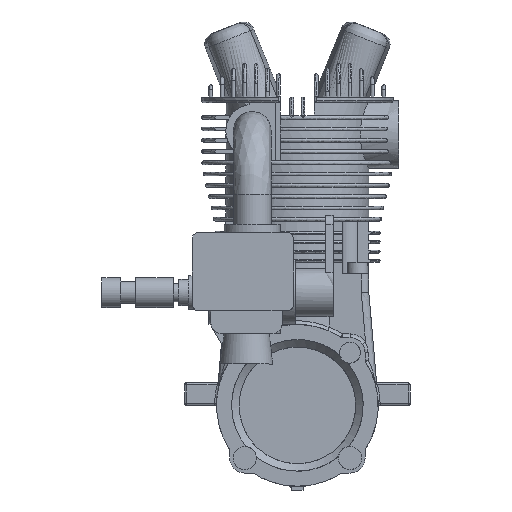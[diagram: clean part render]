
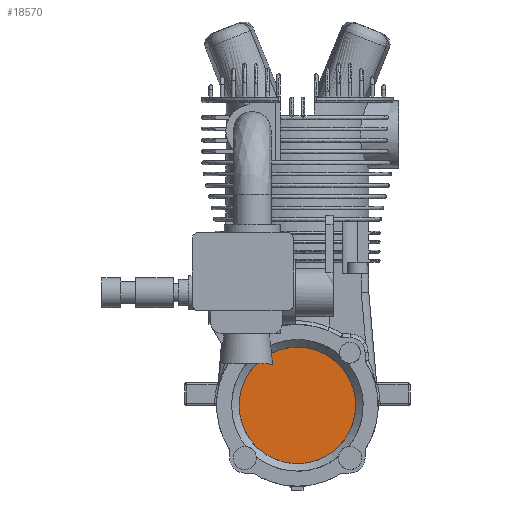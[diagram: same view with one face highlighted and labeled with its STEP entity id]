
A CAD part, left-side view. The second image highlights one B-rep face of the part: STEP entity #18570.
In plain terms, the highlighted free-form (B-spline) face has degree [1, 1] with [2, 2] control points.
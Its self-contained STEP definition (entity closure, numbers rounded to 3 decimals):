
#18570 = ADVANCED_FACE('',(#18571),#18585,.F.);
#18571 = FACE_BOUND('',#18572,.T.);
#18572 = EDGE_LOOP('',(#18573));
#18573 = ORIENTED_EDGE('',*,*,#18574,.T.);
#18574 = EDGE_CURVE('',#18575,#18575,#18577,.T.);
#18575 = VERTEX_POINT('',#18576);
#18576 = CARTESIAN_POINT('',(-105.949,0.,19.786));
#18577 = ( BOUNDED_CURVE() B_SPLINE_CURVE(2,(#18578,#18579,#18580,#18581
    ,#18582,#18583,#18584),.UNSPECIFIED.,.T.,.F.) 
B_SPLINE_CURVE_WITH_KNOTS((1,2,2,2,2,1),(-2.094,0.,
    2.094,4.189,6.283,8.378),
.UNSPECIFIED.) CURVE() GEOMETRIC_REPRESENTATION_ITEM() 
RATIONAL_B_SPLINE_CURVE((1.,0.5,1.,0.5,1.,0.5,1.)) REPRESENTATION_ITEM(
  '') );
#18578 = CARTESIAN_POINT('',(-105.949,0.,19.786));
#18579 = CARTESIAN_POINT('',(-105.949,34.27,
    19.786));
#18580 = CARTESIAN_POINT('',(-105.949,17.135,
    -9.893));
#18581 = CARTESIAN_POINT('',(-105.949,0.,
    -39.571));
#18582 = CARTESIAN_POINT('',(-105.949,-17.135,
    -9.893));
#18583 = CARTESIAN_POINT('',(-105.949,-34.27,
    19.786));
#18584 = CARTESIAN_POINT('',(-105.949,0.,19.786));
#18585 = B_SPLINE_SURFACE_WITH_KNOTS('',1,1,(
    (#18586,#18587)
    ,(#18588,#18589
    )),.UNSPECIFIED.,.F.,.F.,.F.,(2,2),(2,2),(0.,31.),(-15.5,15.5),
  .PIECEWISE_BEZIER_KNOTS.);
#18586 = CARTESIAN_POINT('',(-105.949,-19.786,
    19.786));
#18587 = CARTESIAN_POINT('',(-105.949,19.786,
    19.786));
#18588 = CARTESIAN_POINT('',(-105.949,-19.786,
    -19.786));
#18589 = CARTESIAN_POINT('',(-105.949,19.786,
    -19.786));
